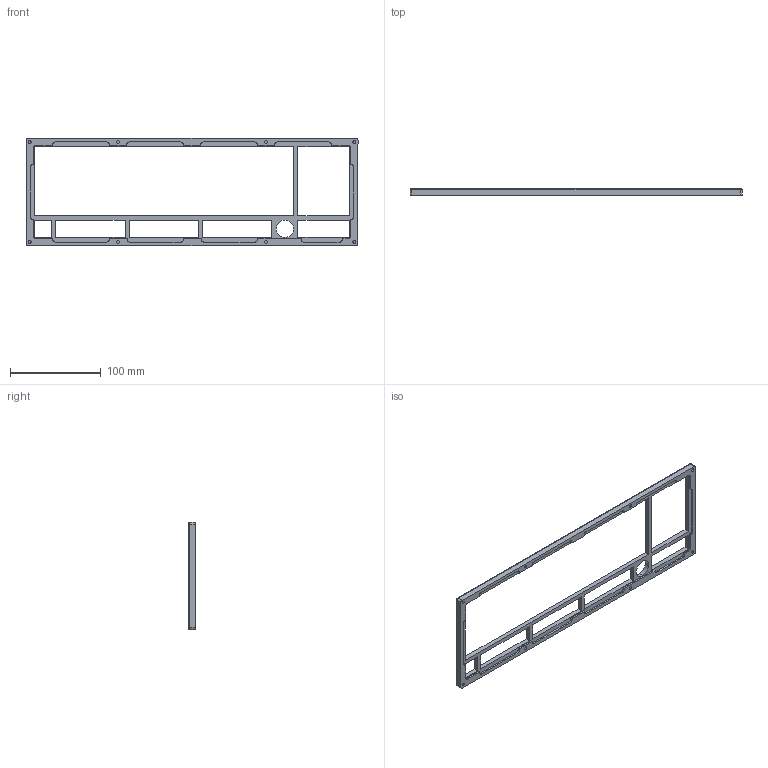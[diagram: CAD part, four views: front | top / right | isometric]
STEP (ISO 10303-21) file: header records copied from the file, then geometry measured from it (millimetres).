
FILE_DESCRIPTION (( 'STEP AP214' ), '1' );
FILE_NAME ('upperbody.STEP', '2022-08-14T19:10:06', ( '' ), ( '' ), 'SwSTEP 2.0', 'SolidWorks 2019', '' );
FILE_SCHEMA (( 'AUTOMOTIVE_DESIGN' ));
Length unit declared in the file: millimetre
Products named in the file (1): upperbody
Bounding box: 365.92 x 7.25 x 118.27 mm (x, y, z)
Volume: 68008.6 mm3; surface area: 40644.8 mm2
Topology: 1 solids, 1 shells, 161 faces, 442 edges, 292 vertices
Faces by surface type: plane 87, cylinder 70, torus 4
Entity records: 5202 total; most frequent: DIRECTION 910, CARTESIAN_POINT 896, ORIENTED_EDGE 884, EDGE_CURVE 442, AXIS2_PLACEMENT_3D 306, VECTOR 298, LINE 298, VERTEX_POINT 292
